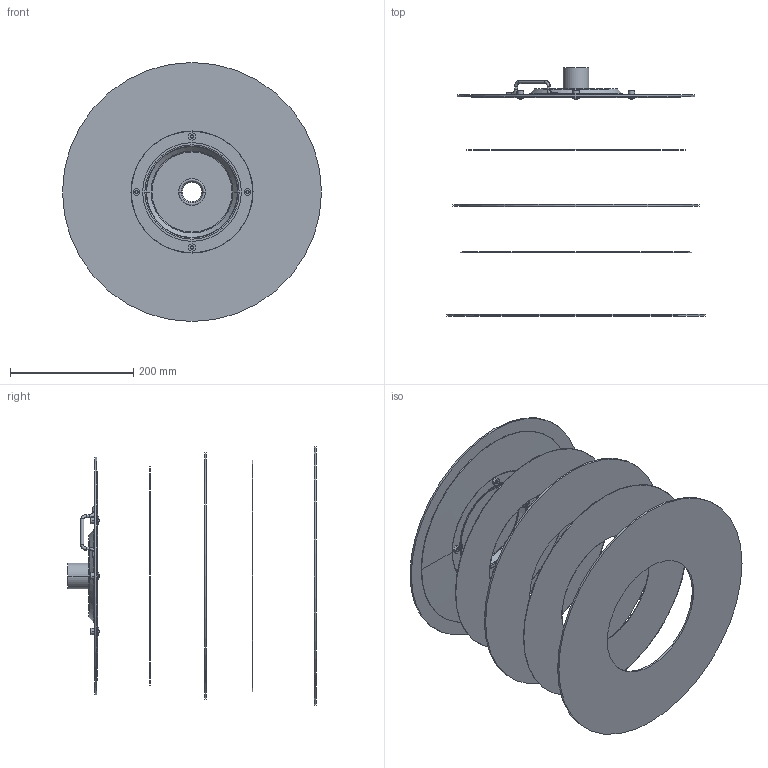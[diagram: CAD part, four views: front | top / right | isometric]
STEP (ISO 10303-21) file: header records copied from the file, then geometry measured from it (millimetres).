
FILE_DESCRIPTION((''),'2;1');
FILE_NAME('43272-00_SW0001','2025-12-10T16:53:32',('julian.egg'),(''),'CREO PARAMETRIC BY PTC INC, 2025323','CREO PARAMETRIC BY PTC INC, 2025323','');
FILE_SCHEMA(('CONFIG_CONTROL_DESIGN'));
Length unit declared in the file: millimetre
Products named in the file (1): 43272-00_SW0001
Bounding box: 420 x 403 x 420 mm (x, y, z)
Volume: 1214969.6 mm3; surface area: 990272.1 mm2
Topology: 6 solids, 6 shells, 281 faces, 568 edges, 330 vertices
Faces by surface type: plane 113, cylinder 78, cone 50, torus 40
Entity records: 7893 total; most frequent: CARTESIAN_POINT 1794, DIRECTION 1390, ORIENTED_EDGE 1136, AXIS2_PLACEMENT_3D 569, EDGE_CURVE 568, EDGE_LOOP 334, VERTEX_POINT 330, CIRCLE 288
